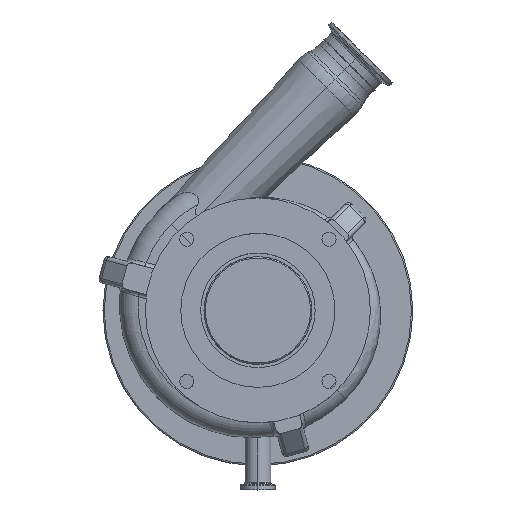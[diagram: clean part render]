
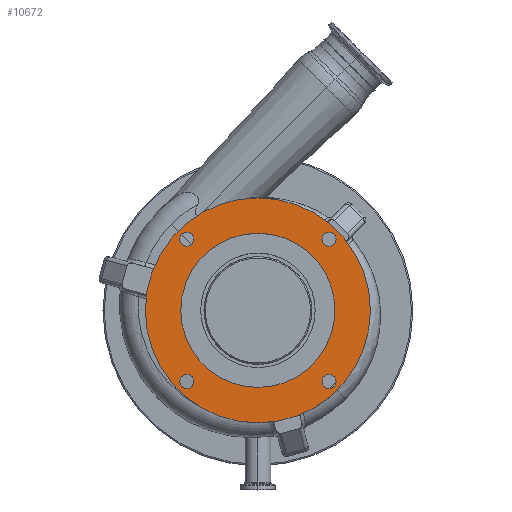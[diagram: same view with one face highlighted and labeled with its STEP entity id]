
A CAD part, top view. The second image highlights one B-rep face of the part: STEP entity #10672.
In plain terms, the highlighted face is planar.
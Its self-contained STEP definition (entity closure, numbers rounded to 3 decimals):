
#651 = ORIENTED_EDGE ( 'NONE', *, *, #7166, .F. ) ;
#674 = CARTESIAN_POINT ( 'NONE',  ( 5.5, 0., -83.5 ) ) ;
#809 = DIRECTION ( 'NONE',  ( -1., 0., 0. ) ) ;
#915 = DIRECTION ( 'NONE',  ( 0., 0., 1. ) ) ;
#937 = CARTESIAN_POINT ( 'NONE',  ( 5.5, -52.759, 52.759 ) ) ;
#1221 = ORIENTED_EDGE ( 'NONE', *, *, #13840, .F. ) ;
#1383 = DIRECTION ( 'NONE',  ( -1., 0., 0. ) ) ;
#1562 = CIRCLE ( 'NONE', #26756, 5.25 ) ;
#2062 = AXIS2_PLACEMENT_3D ( 'NONE', #10383, #12864, #8426 ) ;
#2595 = CARTESIAN_POINT ( 'NONE',  ( 5.5, -52.759, 58.009 ) ) ;
#2712 = VERTEX_POINT ( 'NONE', #4843 ) ;
#2801 = CIRCLE ( 'NONE', #18273, 83.5 ) ;
#3020 = DIRECTION ( 'NONE',  ( -1., 0., 0. ) ) ;
#3414 = VERTEX_POINT ( 'NONE', #21449 ) ;
#3489 = VERTEX_POINT ( 'NONE', #10928 ) ;
#3575 = CARTESIAN_POINT ( 'NONE',  ( 5.5, -52.759, -47.509 ) ) ;
#3640 = VERTEX_POINT ( 'NONE', #5341 ) ;
#3695 = EDGE_LOOP ( 'NONE', ( #7688, #651 ) ) ;
#3713 = DIRECTION ( 'NONE',  ( -1., 0., 0. ) ) ;
#3832 = FACE_BOUND ( 'NONE', #27109, .T. ) ;
#3965 = CARTESIAN_POINT ( 'NONE',  ( 5.5, 0., 0. ) ) ;
#3980 = ORIENTED_EDGE ( 'NONE', *, *, #19810, .F. ) ;
#4843 = CARTESIAN_POINT ( 'NONE',  ( 5.5, 0., 57.2 ) ) ;
#5238 = DIRECTION ( 'NONE',  ( -1., 0., 0. ) ) ;
#5341 = CARTESIAN_POINT ( 'NONE',  ( 5.5, 52.759, 47.509 ) ) ;
#5617 = EDGE_LOOP ( 'NONE', ( #15607, #14763 ) ) ;
#5769 = DIRECTION ( 'NONE',  ( 0., 0., 1. ) ) ;
#5806 = EDGE_LOOP ( 'NONE', ( #23592, #9648 ) ) ;
#5902 = DIRECTION ( 'NONE',  ( 0., 0., 1. ) ) ;
#5912 = CARTESIAN_POINT ( 'NONE',  ( 5.5, 52.759, -52.759 ) ) ;
#6176 = CIRCLE ( 'NONE', #25223, 57.2 ) ;
#6301 = PLANE ( 'NONE',  #19149 ) ;
#6926 = AXIS2_PLACEMENT_3D ( 'NONE', #937, #809, #23501 ) ;
#7107 = AXIS2_PLACEMENT_3D ( 'NONE', #18275, #1383, #5902 ) ;
#7142 = EDGE_LOOP ( 'NONE', ( #19479, #25983 ) ) ;
#7166 = EDGE_CURVE ( 'NONE', #17528, #17130, #14257, .T. ) ;
#7393 = EDGE_CURVE ( 'NONE', #17130, #17528, #12505, .T. ) ;
#7396 = ORIENTED_EDGE ( 'NONE', *, *, #13802, .F. ) ;
#7423 = ORIENTED_EDGE ( 'NONE', *, *, #12121, .F. ) ;
#7521 = DIRECTION ( 'NONE',  ( 0., 0., 1. ) ) ;
#7688 = ORIENTED_EDGE ( 'NONE', *, *, #7393, .F. ) ;
#7870 = CARTESIAN_POINT ( 'NONE',  ( 5.5, 0., 0. ) ) ;
#7989 = CARTESIAN_POINT ( 'NONE',  ( 5.5, 52.759, -47.509 ) ) ;
#8426 = DIRECTION ( 'NONE',  ( 0., 0., 1. ) ) ;
#8442 = CARTESIAN_POINT ( 'NONE',  ( 5.5, -52.759, -58.009 ) ) ;
#8485 = EDGE_CURVE ( 'NONE', #12843, #20409, #2801, .T. ) ;
#8511 = AXIS2_PLACEMENT_3D ( 'NONE', #11750, #3020, #22413 ) ;
#8939 = AXIS2_PLACEMENT_3D ( 'NONE', #18199, #9336, #915 ) ;
#9336 = DIRECTION ( 'NONE',  ( -1., 0., 0. ) ) ;
#9648 = ORIENTED_EDGE ( 'NONE', *, *, #27202, .F. ) ;
#10377 = DIRECTION ( 'NONE',  ( 0., 0., 1. ) ) ;
#10383 = CARTESIAN_POINT ( 'NONE',  ( 5.5, 0., 0. ) ) ;
#10672 = ADVANCED_FACE ( 'NONE', ( #3832, #26966, #25023, #16853, #14506, #25294 ), #6301, .T. ) ;
#10723 = AXIS2_PLACEMENT_3D ( 'NONE', #24021, #13900, #7521 ) ;
#10928 = CARTESIAN_POINT ( 'NONE',  ( 5.5, 0., -57.2 ) ) ;
#11361 = CIRCLE ( 'NONE', #2062, 83.5 ) ;
#11750 = CARTESIAN_POINT ( 'NONE',  ( 5.5, 52.759, -52.759 ) ) ;
#12121 = EDGE_CURVE ( 'NONE', #3489, #2712, #6176, .T. ) ;
#12505 = CIRCLE ( 'NONE', #8511, 5.25 ) ;
#12756 = EDGE_LOOP ( 'NONE', ( #7396, #3980 ) ) ;
#12843 = VERTEX_POINT ( 'NONE', #19435 ) ;
#12864 = DIRECTION ( 'NONE',  ( -1., 0., 0. ) ) ;
#13802 = EDGE_CURVE ( 'NONE', #16873, #23935, #23363, .T. ) ;
#13840 = EDGE_CURVE ( 'NONE', #2712, #3489, #26465, .T. ) ;
#13900 = DIRECTION ( 'NONE',  ( -1., 0., 0. ) ) ;
#14111 = DIRECTION ( 'NONE',  ( -1., 0., 0. ) ) ;
#14246 = CIRCLE ( 'NONE', #10723, 5.25 ) ;
#14257 = CIRCLE ( 'NONE', #24431, 5.25 ) ;
#14387 = CARTESIAN_POINT ( 'NONE',  ( 5.5, -52.759, -52.759 ) ) ;
#14506 = FACE_BOUND ( 'NONE', #3695, .T. ) ;
#14667 = DIRECTION ( 'NONE',  ( -1., 0., 0. ) ) ;
#14763 = ORIENTED_EDGE ( 'NONE', *, *, #26780, .T. ) ;
#14780 = DIRECTION ( 'NONE',  ( -1., 0., 0. ) ) ;
#15607 = ORIENTED_EDGE ( 'NONE', *, *, #8485, .T. ) ;
#16853 = FACE_BOUND ( 'NONE', #12756, .T. ) ;
#16856 = CIRCLE ( 'NONE', #7107, 5.25 ) ;
#16873 = VERTEX_POINT ( 'NONE', #3575 ) ;
#17072 = EDGE_CURVE ( 'NONE', #3414, #3640, #16856, .T. ) ;
#17130 = VERTEX_POINT ( 'NONE', #7989 ) ;
#17528 = VERTEX_POINT ( 'NONE', #21238 ) ;
#18131 = CARTESIAN_POINT ( 'NONE',  ( 5.5, -52.759, -52.759 ) ) ;
#18199 = CARTESIAN_POINT ( 'NONE',  ( 5.5, 52.759, 52.759 ) ) ;
#18273 = AXIS2_PLACEMENT_3D ( 'NONE', #7870, #14667, #22854 ) ;
#18275 = CARTESIAN_POINT ( 'NONE',  ( 5.5, 52.759, 52.759 ) ) ;
#18662 = DIRECTION ( 'NONE',  ( 0., 0., 1. ) ) ;
#18663 = CIRCLE ( 'NONE', #8939, 5.25 ) ;
#18698 = EDGE_CURVE ( 'NONE', #24364, #21746, #14246, .T. ) ;
#18732 = EDGE_CURVE ( 'NONE', #3640, #3414, #18663, .T. ) ;
#18873 = CIRCLE ( 'NONE', #6926, 5.25 ) ;
#19149 = AXIS2_PLACEMENT_3D ( 'NONE', #3965, #14780, #25157 ) ;
#19435 = CARTESIAN_POINT ( 'NONE',  ( 5.5, 0., 83.5 ) ) ;
#19479 = ORIENTED_EDGE ( 'NONE', *, *, #17072, .F. ) ;
#19810 = EDGE_CURVE ( 'NONE', #23935, #16873, #1562, .T. ) ;
#19838 = AXIS2_PLACEMENT_3D ( 'NONE', #24768, #3713, #5769 ) ;
#20203 = DIRECTION ( 'NONE',  ( 0., 0., 1. ) ) ;
#20332 = DIRECTION ( 'NONE',  ( -1., 0., 0. ) ) ;
#20409 = VERTEX_POINT ( 'NONE', #674 ) ;
#21238 = CARTESIAN_POINT ( 'NONE',  ( 5.5, 52.759, -58.009 ) ) ;
#21449 = CARTESIAN_POINT ( 'NONE',  ( 5.5, 52.759, 58.009 ) ) ;
#21746 = VERTEX_POINT ( 'NONE', #25828 ) ;
#22046 = AXIS2_PLACEMENT_3D ( 'NONE', #14387, #14111, #22441 ) ;
#22413 = DIRECTION ( 'NONE',  ( 0., 0., 1. ) ) ;
#22441 = DIRECTION ( 'NONE',  ( 0., 0., 1. ) ) ;
#22854 = DIRECTION ( 'NONE',  ( 0., 0., 1. ) ) ;
#23363 = CIRCLE ( 'NONE', #22046, 5.25 ) ;
#23501 = DIRECTION ( 'NONE',  ( 0., 0., 1. ) ) ;
#23592 = ORIENTED_EDGE ( 'NONE', *, *, #18698, .F. ) ;
#23935 = VERTEX_POINT ( 'NONE', #8442 ) ;
#24021 = CARTESIAN_POINT ( 'NONE',  ( 5.5, -52.759, 52.759 ) ) ;
#24364 = VERTEX_POINT ( 'NONE', #2595 ) ;
#24431 = AXIS2_PLACEMENT_3D ( 'NONE', #5912, #26861, #10377 ) ;
#24768 = CARTESIAN_POINT ( 'NONE',  ( 5.5, 0., 0. ) ) ;
#25023 = FACE_BOUND ( 'NONE', #5806, .T. ) ;
#25157 = DIRECTION ( 'NONE',  ( 0., 0., 1. ) ) ;
#25223 = AXIS2_PLACEMENT_3D ( 'NONE', #27073, #5238, #20203 ) ;
#25294 = FACE_OUTER_BOUND ( 'NONE', #5617, .T. ) ;
#25828 = CARTESIAN_POINT ( 'NONE',  ( 5.5, -52.759, 47.509 ) ) ;
#25983 = ORIENTED_EDGE ( 'NONE', *, *, #18732, .F. ) ;
#26465 = CIRCLE ( 'NONE', #19838, 57.2 ) ;
#26756 = AXIS2_PLACEMENT_3D ( 'NONE', #18131, #20332, #18662 ) ;
#26780 = EDGE_CURVE ( 'NONE', #20409, #12843, #11361, .T. ) ;
#26861 = DIRECTION ( 'NONE',  ( -1., 0., 0. ) ) ;
#26966 = FACE_BOUND ( 'NONE', #7142, .T. ) ;
#27073 = CARTESIAN_POINT ( 'NONE',  ( 5.5, 0., 0. ) ) ;
#27109 = EDGE_LOOP ( 'NONE', ( #1221, #7423 ) ) ;
#27202 = EDGE_CURVE ( 'NONE', #21746, #24364, #18873, .T. ) ;
